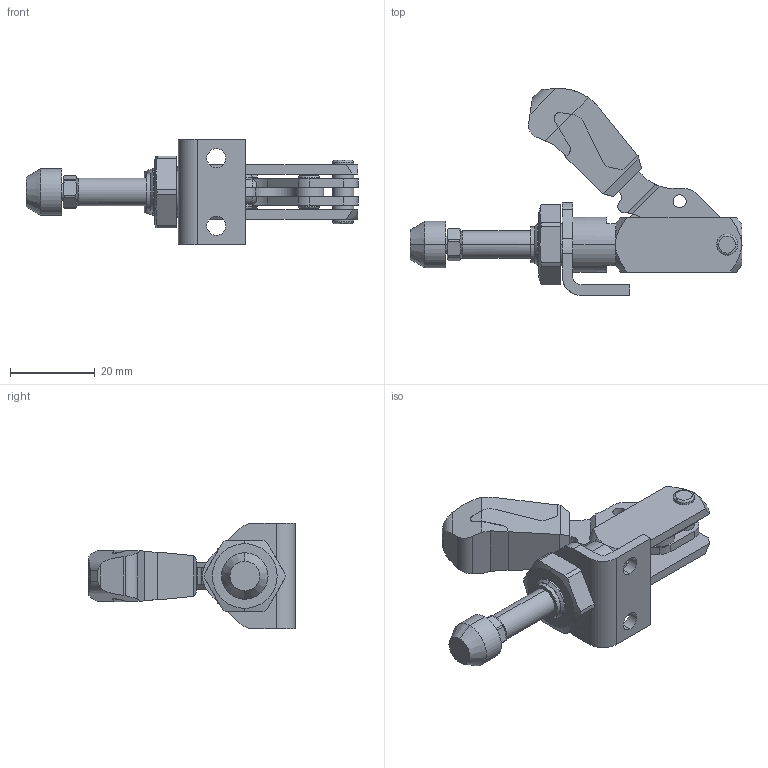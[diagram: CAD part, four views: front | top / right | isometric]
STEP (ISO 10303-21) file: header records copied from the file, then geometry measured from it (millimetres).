
FILE_DESCRIPTION(('STEP AP214'),'1');
FILE_NAME('HALDERN_EH_23330_2001.stp','2019-11-14T12:13:45',('TraceParts'),('TraceParts S.A.'),'Spatial InterOp 3D',' ',' ');
FILE_SCHEMA(('AUTOMOTIVE_DESIGN { 1 0 10303 214 1 1 1 1 }'));
Length unit declared in the file: millimetre
Products named in the file (1): HALDERN_EH_23330_2001_1
Bounding box: 78.51 x 48.95 x 25 mm (x, y, z)
Volume: 13246.9 mm3; surface area: 11362.3 mm2
Topology: 8 solids, 9 shells, 328 faces, 859 edges, 562 vertices
Faces by surface type: cylinder 147, plane 136, cone 31, bspline 14
Entity records: 13304 total; most frequent: CARTESIAN_POINT 2492, ORIENTED_EDGE 1718, DIRECTION 1693, EDGE_CURVE 859, AXIS2_PLACEMENT_3D 647, VERTEX_POINT 562, LINE 399, VECTOR 399
